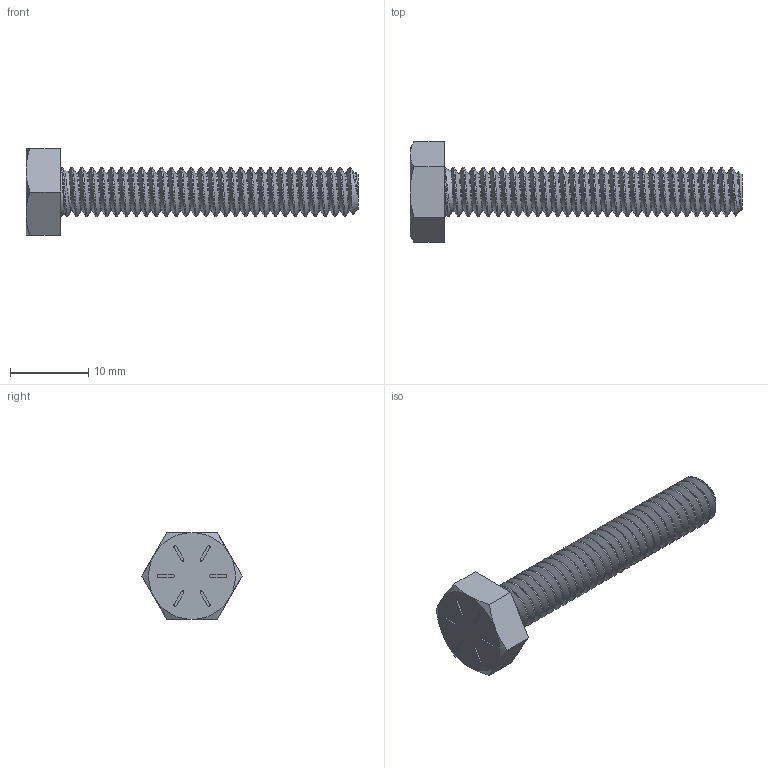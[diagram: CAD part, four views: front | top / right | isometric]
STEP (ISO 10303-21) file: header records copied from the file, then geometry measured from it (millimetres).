
FILE_DESCRIPTION(/* description */ (''),/* implementation_level */ '2;1');
FILE_NAME(/* name */ 'Periscope Bolt - 92620A546_Zinc Yellow-Chromate Plated Hex Head Screw (1) (1) v1.step',/* time_stamp */ '2022-04-06T19:46:54-04:00',/* author */ (''),/* organization */ (''),/* preprocessor_version */ 'ST-DEVELOPER v18.1',/* originating_system */ 'Autodesk Translation Framework v10.14.0.1471',/* authorisation */ '');
FILE_SCHEMA (('AUTOMOTIVE_DESIGN { 1 0 10303 214 3 1 1 }'));
Length unit declared in the file: inch
Products named in the file (1): Periscope Bolt - 92620A546_Zinc Yellow-Chromate Plated Hex Head Screw
 (1) (1)
Bounding box: 42.47 x 12.83 x 11.11 mm (x, y, z)
Volume: 1388.3 mm3; surface area: 1516.7 mm2
Topology: 1 solids, 1 shells, 111 faces, 299 edges, 197 vertices
Faces by surface type: cylinder 73, plane 27, cone 9, bspline 2
Full cylindrical faces by diameter (mm): 4.7 x28, 6.35 x29
Entity records: 8239 total; most frequent: CARTESIAN_POINT 5734, ORIENTED_EDGE 598, DIRECTION 418, EDGE_CURVE 299, VERTEX_POINT 197, AXIS2_PLACEMENT_3D 148, LINE 122, VECTOR 122
